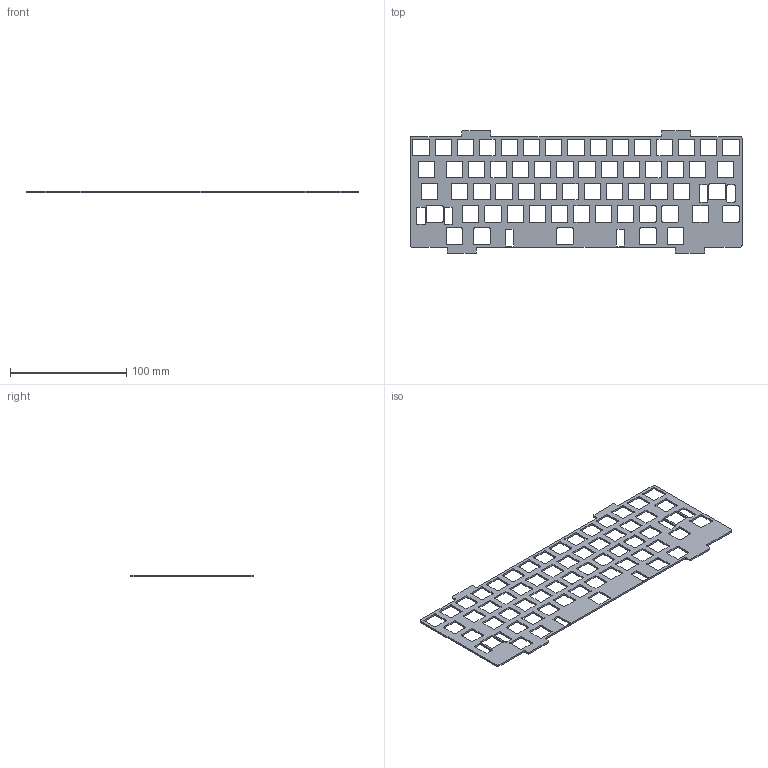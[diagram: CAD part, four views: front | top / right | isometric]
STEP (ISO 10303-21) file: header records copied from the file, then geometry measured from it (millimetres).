
FILE_DESCRIPTION(/* description */ ('','CAx-IF Rec.Pracs.---Representation and Presentation of Product Manufacturing Information (PMI)---4.0---2014-10-13'),/* implementation_level */ '2;1');
FILE_NAME(/* name */ 'opus_plate_mx.step',/* time_stamp */ '2025-01-30T13:45:56+01:00',/* author */ (''),/* organization */ (''),/* preprocessor_version */ 'ST-DEVELOPER v20',/* originating_system */ 'Autodesk Translation Framework v13.20.0.188',/* authorisation */ '');
FILE_SCHEMA (('AP242_MANAGED_MODEL_BASED_3D_ENGINEERING_MIM_LF { 1 0 10303 442 1 1 4 }'));
Length unit declared in the file: millimetre
Products named in the file (1): slutspel
Bounding box: 285.75 x 105.65 x 1.5 mm (x, y, z)
Volume: 23039.9 mm3; surface area: 37262.1 mm2
Topology: 1 solids, 1 shells, 570 faces, 1704 edges, 1136 vertices
Faces by surface type: plane 286, cylinder 284
Entity records: 19650 total; most frequent: DIRECTION 3414, CARTESIAN_POINT 3411, ORIENTED_EDGE 3408, EDGE_CURVE 1704, AXIS2_PLACEMENT_3D 1139, LINE 1136, VECTOR 1136, VERTEX_POINT 1136
